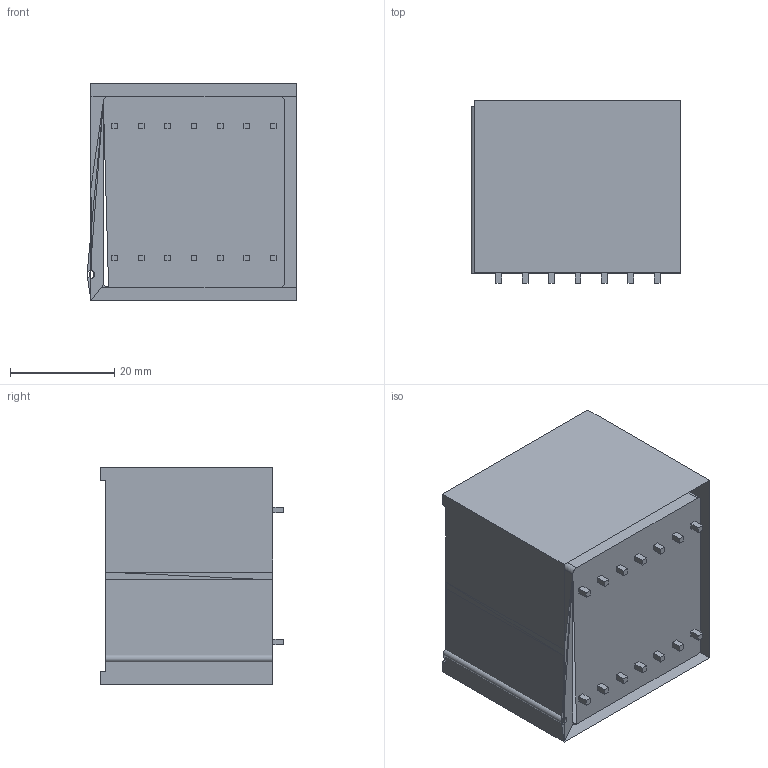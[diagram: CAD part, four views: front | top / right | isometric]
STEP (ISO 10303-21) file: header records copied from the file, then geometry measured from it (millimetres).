
FILE_DESCRIPTION (( 'STEP AP214' ), '1' );
FILE_NAME ( 'ETD34-17-11.STEP', '2018-04-03T13:59:37', ( '' ), ( '' ), 'Part was generated with the free Library Expert Lite available at www.PCBLibraries.com. Removing line will violate the End User License Agreement.', '©2017 PCB Libraries, Inc.', '' );
FILE_SCHEMA (( 'AUTOMOTIVE_DESIGN' ));
Length unit declared in the file: millimetre
Products named in the file (1): ETD34-17-11
Bounding box: 40.35 x 35.1 x 41.8 mm (x, y, z)
Volume: 28656.2 mm3; surface area: 13507.9 mm2
Topology: 15 solids, 15 shells, 103 faces, 226 edges, 150 vertices
Faces by surface type: plane 98, cylinder 5
Full cylindrical faces by diameter (mm): 1.5 x1
Entity records: 3203 total; most frequent: CARTESIAN_POINT 474, ORIENTED_EDGE 444, DIRECTION 440, EDGE_CURVE 222, VECTOR 212, LINE 212, VERTEX_POINT 148, STYLED_ITEM 119
